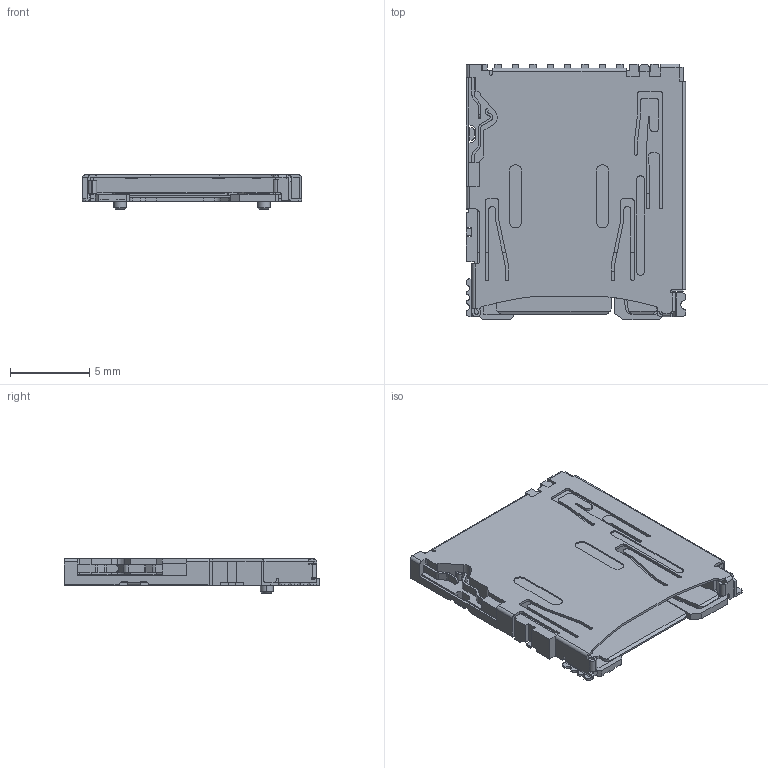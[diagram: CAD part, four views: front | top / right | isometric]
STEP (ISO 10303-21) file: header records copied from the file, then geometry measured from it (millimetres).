
FILE_DESCRIPTION(('CoCreate Modeling STEP Export'),'2;1');
FILE_NAME('DM3AT-SF-PEJ2M5.stp','2013-09-09T 9:23:29',(''),(''),'CoCreate Modeling STEP processor for AP214 (Solid Model)','CoCreate Modeling 17.0 01-Apr-2010 (C) Parametric Technology GmbH','');
FILE_SCHEMA(('AUTOMOTIVE_DESIGN { 1 0 10303 214 1 1 1 1 }'));
Length unit declared in the file: millimetre
Products named in the file (1): DM3AT-SF-PEJ2M5
Bounding box: 13.85 x 16.15 x 2.18 mm (x, y, z)
Volume: 232.6 mm3; surface area: 829.8 mm2
Topology: 1 solids, 1 shells, 693 faces, 1956 edges, 1288 vertices
Faces by surface type: plane 477, cylinder 212, cone 4
Entity records: 22026 total; most frequent: ORIENTED_EDGE 3912, CARTESIAN_POINT 3898, DIRECTION 3635, EDGE_CURVE 1956, VECTOR 1517, LINE 1517, VERTEX_POINT 1288, AXIS2_PLACEMENT_3D 1059
